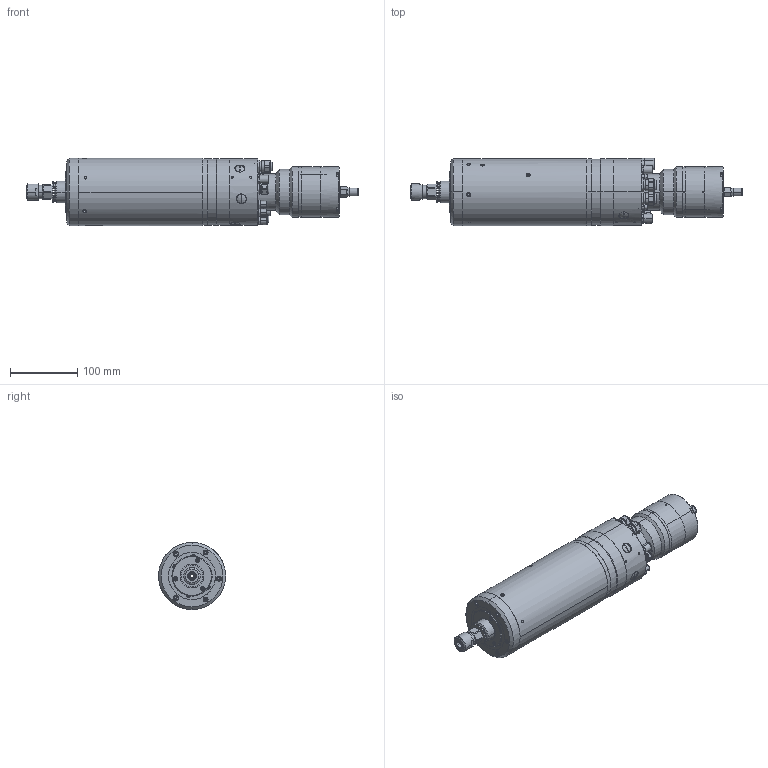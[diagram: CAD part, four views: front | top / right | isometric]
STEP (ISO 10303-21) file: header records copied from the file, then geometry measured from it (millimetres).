
FILE_DESCRIPTION (( 'STEP AP203' ), '1' );
FILE_NAME ('100A45K-00-.STEP', '2012-10-11T09:28:50', ( '' ), ( '' ), 'SwSTEP 2.0', 'SolidWorks 2012', '' );
FILE_SCHEMA (( 'CONFIG_CONTROL_DESIGN' ));
Length unit declared in the file: millimetre
Products named in the file (1): 100A45K-00-
Bounding box: 495.13 x 100.1 x 100.05 mm (x, y, z)
Surface area: 183786.7 mm2 (no closed solid volume)
Topology: 0 solids, 99 shells, 934 faces, 2888 edges, 2072 vertices
Faces by surface type: plane 383, cylinder 365, cone 112, torus 68, sphere 6
Entity records: 34867 total; most frequent: CARTESIAN_POINT 8256, DIRECTION 6026, ORIENTED_EDGE 4625, EDGE_CURVE 2878, AXIS2_PLACEMENT_3D 2357, VERTEX_POINT 2072, CIRCLE 1422, LINE 1312
